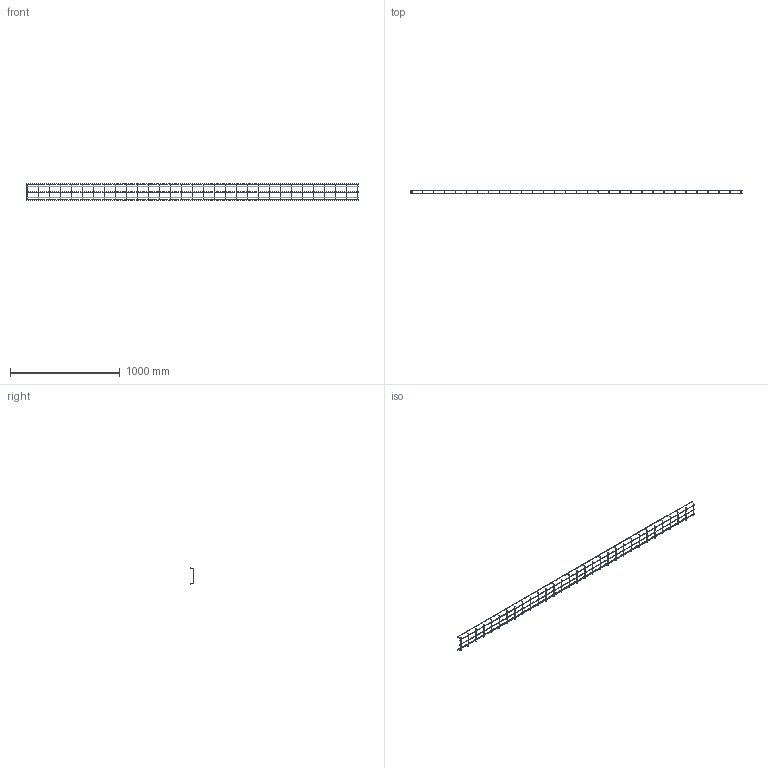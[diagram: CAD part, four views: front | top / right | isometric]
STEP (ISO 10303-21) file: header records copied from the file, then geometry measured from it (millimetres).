
FILE_DESCRIPTION (( 'STEP AP214' ), '1' );
FILE_NAME ('6000056.stp', '2018-10-25T13:41:44', ( '' ), ( '' ), 'SwSTEP 2.0', 'SolidWorks 2018', '' );
FILE_SCHEMA (( 'AUTOMOTIVE_DESIGN' ));
Length unit declared in the file: millimetre
Products named in the file (1): 6000056
Bounding box: 3021.33 x 34.91 x 150 mm (x, y, z)
Volume: 241476.4 mm3; surface area: 253207.3 mm2
Topology: 1 solids, 1 shells, 404 faces, 1502 edges, 916 vertices
Faces by surface type: cylinder 202, torus 128, plane 74
Entity records: 22936 total; most frequent: CARTESIAN_POINT 11015, ORIENTED_EDGE 3004, DIRECTION 2076, EDGE_CURVE 1502, VERTEX_POINT 916, AXIS2_PLACEMENT_3D 809, B_SPLINE_CURVE_WITH_KNOTS 512, EDGE_LOOP 468
